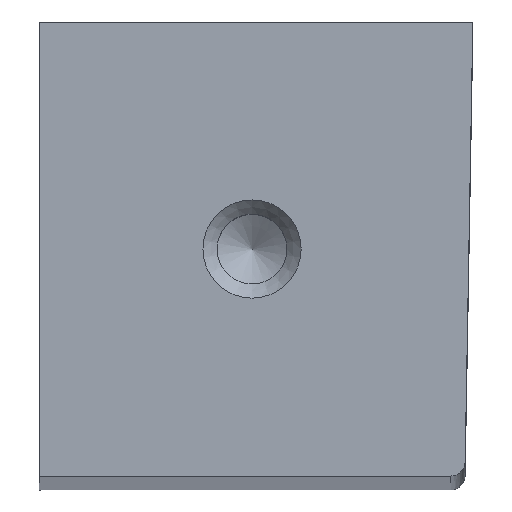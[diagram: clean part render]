
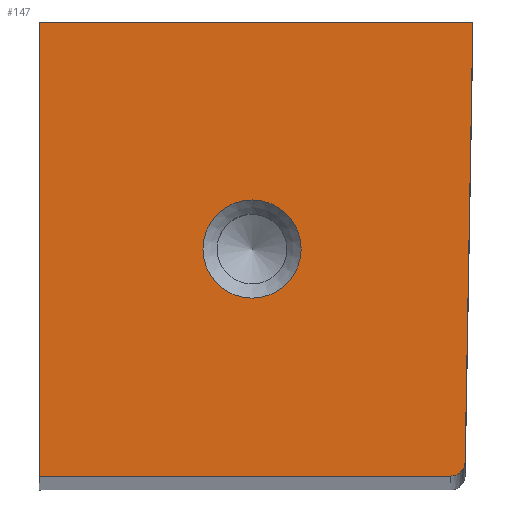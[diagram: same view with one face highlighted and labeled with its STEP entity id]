
A CAD part, top view. The second image highlights one B-rep face of the part: STEP entity #147.
In plain terms, the highlighted planar face has unit normal (0, 0, 1).
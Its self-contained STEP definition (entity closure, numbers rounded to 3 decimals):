
#147=ADVANCED_FACE('',(#497,#499),#501,.T.);
#497=FACE_BOUND('',#498,.T.);
#498=EDGE_LOOP('',(#795,#796,#797,#798,#799));
#499=FACE_BOUND('',#500,.T.);
#500=EDGE_LOOP('',(#800));
#501=PLANE('',#502);
#502=AXIS2_PLACEMENT_3D('',#503,#504,#505);
#503=CARTESIAN_POINT('',(0.,0.,564.));
#504=DIRECTION('',(0.,0.,1.));
#505=DIRECTION('',(-1.,0.,0.));
#795=ORIENTED_EDGE('',*,*,#920,.F.);
#796=ORIENTED_EDGE('',*,*,#891,.T.);
#797=ORIENTED_EDGE('',*,*,#919,.T.);
#798=ORIENTED_EDGE('',*,*,#921,.T.);
#799=ORIENTED_EDGE('',*,*,#922,.T.);
#800=ORIENTED_EDGE('',*,*,#923,.T.);
#891=EDGE_CURVE('',#976,#974,#977,.T.);
#919=EDGE_CURVE('',#974,#1023,#1025,.T.);
#920=EDGE_CURVE('',#976,#1026,#1027,.F.);
#921=EDGE_CURVE('',#1023,#1028,#1029,.T.);
#922=EDGE_CURVE('',#1028,#1026,#1030,.T.);
#923=EDGE_CURVE('',#1031,#1031,#1032,.F.);
#974=VERTEX_POINT('',#1129);
#976=VERTEX_POINT('',#1133);
#977=LINE('',#1134,#1135);
#1023=VERTEX_POINT('',#1244);
#1025=LINE('',#1248,#1249);
#1026=VERTEX_POINT('',#1251);
#1027=CIRCLE('',#1252,1.);
#1028=VERTEX_POINT('',#1256);
#1029=LINE('',#1257,#1258);
#1030=LINE('',#1260,#1261);
#1031=VERTEX_POINT('',#1263);
#1032=CIRCLE('',#1264,3.459);
#1129=CARTESIAN_POINT('',(15.559,0.,564.));
#1133=CARTESIAN_POINT('',(15.017,-31.017,564.));
#1134=CARTESIAN_POINT('',(15.017,-31.017,564.));
#1135=VECTOR('',#1136,1.);
#1136=DIRECTION('',(0.017,1.,0.));
#1244=CARTESIAN_POINT('',(-15.,0.,564.));
#1248=CARTESIAN_POINT('',(15.559,0.,564.));
#1249=VECTOR('',#1250,1.);
#1250=DIRECTION('',(-1.,0.,0.));
#1251=CARTESIAN_POINT('',(14.017,-32.,564.));
#1252=AXIS2_PLACEMENT_3D('',#1253,#1254,#1255);
#1253=CARTESIAN_POINT('',(14.017,-31.,564.));
#1254=DIRECTION('',(0.,0.,1.));
#1255=DIRECTION('',(0.,-1.,0.));
#1256=CARTESIAN_POINT('',(-15.,-32.,564.));
#1257=CARTESIAN_POINT('',(-15.,0.,564.));
#1258=VECTOR('',#1259,1.);
#1259=DIRECTION('',(0.,-1.,0.));
#1260=CARTESIAN_POINT('',(-15.,-32.,564.));
#1261=VECTOR('',#1262,1.);
#1262=DIRECTION('',(1.,0.,0.));
#1263=CARTESIAN_POINT('',(0.,-12.541,564.));
#1264=AXIS2_PLACEMENT_3D('',#1265,#1266,#1267);
#1265=CARTESIAN_POINT('',(0.,-16.,564.));
#1266=DIRECTION('',(0.,0.,1.));
#1267=DIRECTION('',(0.,1.,0.));
